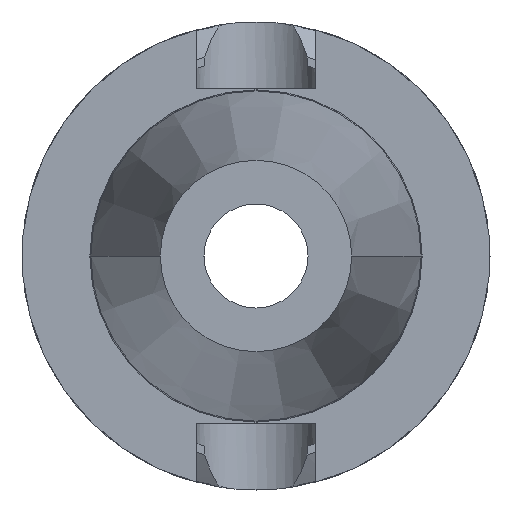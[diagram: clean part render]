
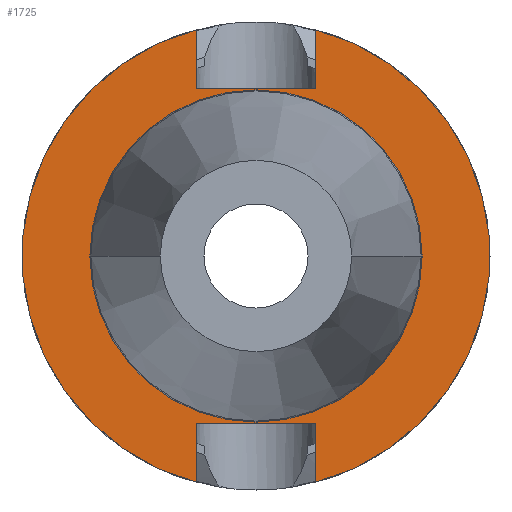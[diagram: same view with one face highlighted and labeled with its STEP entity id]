
A CAD part, left-side view. The second image highlights one B-rep face of the part: STEP entity #1725.
In plain terms, the highlighted planar face has unit normal (-1, 0, 0).
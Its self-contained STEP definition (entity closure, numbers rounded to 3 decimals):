
#326=CARTESIAN_POINT('',(2.,0.,0.));
#327=DIRECTION('',(-1.,0.,0.));
#328=DIRECTION('',(0.,0.256,0.967));
#329=AXIS2_PLACEMENT_3D('',#326,#327,#328);
#341=CARTESIAN_POINT('',(2.,0.,0.));
#342=DIRECTION('',(-1.,0.,0.));
#343=DIRECTION('',(0.,-0.256,-0.967));
#344=AXIS2_PLACEMENT_3D('',#341,#342,#343);
#364=DIRECTION('',(0.,1.,0.));
#365=VECTOR('',#364,16.1);
#366=CARTESIAN_POINT('',(2.,-8.05,-22.6));
#367=LINE('',#366,#365);
#371=DIRECTION('',(0.,0.,1.));
#372=VECTOR('',#371,7.854);
#373=CARTESIAN_POINT('',(2.,8.05,-30.454));
#374=LINE('',#373,#372);
#378=DIRECTION('',(0.,0.,-1.));
#379=VECTOR('',#378,7.854);
#380=CARTESIAN_POINT('',(2.,8.05,30.454));
#381=LINE('',#380,#379);
#385=DIRECTION('',(0.,1.,0.));
#386=VECTOR('',#385,16.1);
#387=CARTESIAN_POINT('',(2.,-8.05,22.6));
#388=LINE('',#387,#386);
#392=DIRECTION('',(0.,0.,-1.));
#393=VECTOR('',#392,7.854);
#394=CARTESIAN_POINT('',(2.,-8.05,30.454));
#395=LINE('',#394,#393);
#399=DIRECTION('',(0.,0.,1.));
#400=VECTOR('',#399,7.854);
#401=CARTESIAN_POINT('',(2.,-8.05,-30.454));
#402=LINE('',#401,#400);
#420=CARTESIAN_POINT('',(2.,0.,0.));
#421=DIRECTION('',(-1.,0.,0.));
#422=DIRECTION('',(0.,1.,0.));
#423=AXIS2_PLACEMENT_3D('',#420,#421,#422);
#428=CARTESIAN_POINT('',(2.,0.,0.));
#429=DIRECTION('',(1.,0.,0.));
#430=DIRECTION('',(0.,1.,0.));
#431=AXIS2_PLACEMENT_3D('',#428,#429,#430);
#1286=CARTESIAN_POINT('',(2.,22.248,0.));
#1288=VERTEX_POINT('',#1286);
#1296=CARTESIAN_POINT('',(2.,-22.248,0.));
#1298=VERTEX_POINT('',#1296);
#1326=CARTESIAN_POINT('',(2.,8.05,30.454));
#1327=VERTEX_POINT('',#1326);
#1328=CARTESIAN_POINT('',(2.,-8.05,30.454));
#1329=VERTEX_POINT('',#1328);
#1330=CARTESIAN_POINT('',(2.,-8.05,22.6));
#1331=CARTESIAN_POINT('',(2.,8.05,22.6));
#1332=VERTEX_POINT('',#1330);
#1333=VERTEX_POINT('',#1331);
#1354=CARTESIAN_POINT('',(2.,8.05,-30.454));
#1355=VERTEX_POINT('',#1354);
#1356=CARTESIAN_POINT('',(2.,-8.05,-30.454));
#1357=VERTEX_POINT('',#1356);
#1358=CARTESIAN_POINT('',(2.,-8.05,-22.6));
#1359=CARTESIAN_POINT('',(2.,8.05,-22.6));
#1360=VERTEX_POINT('',#1358);
#1361=VERTEX_POINT('',#1359);
#1700=CARTESIAN_POINT('',(2.,0.,0.));
#1701=DIRECTION('',(1.,0.,0.));
#1702=DIRECTION('',(0.,-1.,0.));
#1703=AXIS2_PLACEMENT_3D('',#1700,#1701,#1702);
#1704=PLANE('',#1703);
#1706=ORIENTED_EDGE('',*,*,#1705,.T.);
#1707=ORIENTED_EDGE('',*,*,#1659,.F.);
#1708=ORIENTED_EDGE('',*,*,#1680,.F.);
#1709=ORIENTED_EDGE('',*,*,#1613,.T.);
#1711=ORIENTED_EDGE('',*,*,#1710,.F.);
#1713=ORIENTED_EDGE('',*,*,#1712,.F.);
#1714=ORIENTED_EDGE('',*,*,#1692,.F.);
#1716=ORIENTED_EDGE('',*,*,#1715,.T.);
#1717=EDGE_LOOP('',(#1706,#1707,#1708,#1709,#1711,#1713,#1714,#1716));
#1718=FACE_OUTER_BOUND('',#1717,.F.);
#1720=ORIENTED_EDGE('',*,*,#1719,.T.);
#1722=ORIENTED_EDGE('',*,*,#1721,.F.);
#1723=EDGE_LOOP('',(#1720,#1722));
#1724=FACE_BOUND('',#1723,.F.);
#330=CIRCLE('',#329,31.5);
#345=CIRCLE('',#344,31.5);
#424=CIRCLE('',#423,22.248);
#432=CIRCLE('',#431,22.248);
#1613=EDGE_CURVE('',#1327,#1333,#381,.T.);
#1659=EDGE_CURVE('',#1355,#1361,#374,.T.);
#1680=EDGE_CURVE('',#1327,#1355,#330,.T.);
#1692=EDGE_CURVE('',#1357,#1329,#345,.T.);
#1705=EDGE_CURVE('',#1360,#1361,#367,.T.);
#1710=EDGE_CURVE('',#1332,#1333,#388,.T.);
#1712=EDGE_CURVE('',#1329,#1332,#395,.T.);
#1715=EDGE_CURVE('',#1357,#1360,#402,.T.);
#1719=EDGE_CURVE('',#1288,#1298,#424,.T.);
#1721=EDGE_CURVE('',#1288,#1298,#432,.T.);
#1725=ADVANCED_FACE('',(#1718,#1724),#1704,.F.);
